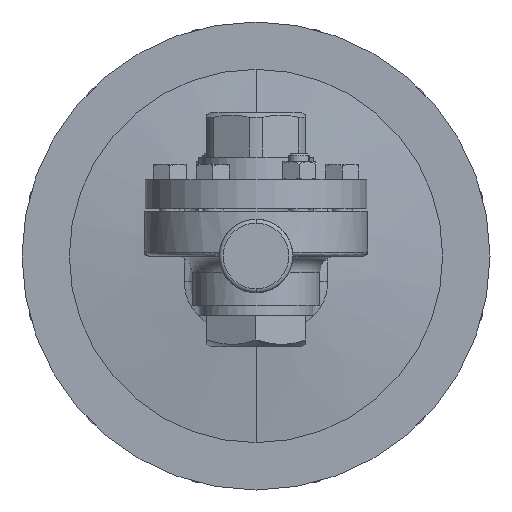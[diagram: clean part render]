
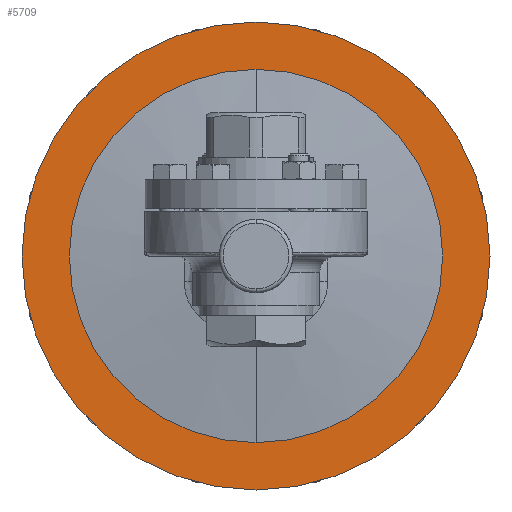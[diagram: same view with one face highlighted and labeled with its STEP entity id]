
A CAD part, front view. The second image highlights one B-rep face of the part: STEP entity #5709.
In plain terms, the highlighted planar face has unit normal (0, -1, 0).
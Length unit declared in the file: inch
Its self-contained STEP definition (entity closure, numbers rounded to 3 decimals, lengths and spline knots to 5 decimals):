
#295 = EDGE_CURVE ( 'NONE', #13674, #14577, #10347, .T. ) ;
#355 = VERTEX_POINT ( 'NONE', #4455 ) ;
#542 = DIRECTION ( 'NONE',  ( 0., -1., 0. ) ) ;
#674 = PLANE ( 'NONE',  #6448 ) ;
#889 = FACE_BOUND ( 'NONE', #11393, .T. ) ;
#1726 = CARTESIAN_POINT ( 'NONE',  ( 0., 2.25, 0. ) ) ;
#2355 = CARTESIAN_POINT ( 'NONE',  ( 0., 2.25, 3.56 ) ) ;
#3839 = EDGE_CURVE ( 'NONE', #355, #16700, #10897, .T. ) ;
#4283 = CARTESIAN_POINT ( 'NONE',  ( 0., 2.25, -2.84 ) ) ;
#4285 = DIRECTION ( 'NONE',  ( 0., -1., 0. ) ) ;
#4315 = AXIS2_PLACEMENT_3D ( 'NONE', #8662, #5902, #13868 ) ;
#4455 = CARTESIAN_POINT ( 'NONE',  ( 0., 2.25, 2.84 ) ) ;
#4485 = CIRCLE ( 'NONE', #15916, 3.56 ) ;
#5709 = ADVANCED_FACE ( 'NONE', ( #889, #7762 ), #674, .T. ) ;
#5727 = DIRECTION ( 'NONE',  ( 0., -1., 0. ) ) ;
#5902 = DIRECTION ( 'NONE',  ( 0., -1., 0. ) ) ;
#6448 = AXIS2_PLACEMENT_3D ( 'NONE', #12765, #12587, #10031 ) ;
#7611 = ORIENTED_EDGE ( 'NONE', *, *, #3839, .F. ) ;
#7762 = FACE_OUTER_BOUND ( 'NONE', #9808, .T. ) ;
#7883 = AXIS2_PLACEMENT_3D ( 'NONE', #15055, #4285, #13675 ) ;
#8462 = CARTESIAN_POINT ( 'NONE',  ( 0., 2.25, -3.56 ) ) ;
#8489 = CARTESIAN_POINT ( 'NONE',  ( 0., 2.25, 0. ) ) ;
#8662 = CARTESIAN_POINT ( 'NONE',  ( 0., 2.25, 0. ) ) ;
#8721 = DIRECTION ( 'NONE',  ( 0., 0., -1. ) ) ;
#9808 = EDGE_LOOP ( 'NONE', ( #11024, #13923 ) ) ;
#10031 = DIRECTION ( 'NONE',  ( 0., 0., -1. ) ) ;
#10347 = CIRCLE ( 'NONE', #7883, 3.56 ) ;
#10897 = CIRCLE ( 'NONE', #15888, 2.84 ) ;
#11024 = ORIENTED_EDGE ( 'NONE', *, *, #12918, .T. ) ;
#11393 = EDGE_LOOP ( 'NONE', ( #7611, #12265 ) ) ;
#12265 = ORIENTED_EDGE ( 'NONE', *, *, #14114, .F. ) ;
#12587 = DIRECTION ( 'NONE',  ( 0., -1., 0. ) ) ;
#12765 = CARTESIAN_POINT ( 'NONE',  ( 0., 2.25, -3.655 ) ) ;
#12901 = DIRECTION ( 'NONE',  ( 0., 0., -1. ) ) ;
#12918 = EDGE_CURVE ( 'NONE', #14577, #13674, #4485, .T. ) ;
#13674 = VERTEX_POINT ( 'NONE', #2355 ) ;
#13675 = DIRECTION ( 'NONE',  ( 0., 0., -1. ) ) ;
#13868 = DIRECTION ( 'NONE',  ( 0., 0., -1. ) ) ;
#13923 = ORIENTED_EDGE ( 'NONE', *, *, #295, .T. ) ;
#14114 = EDGE_CURVE ( 'NONE', #16700, #355, #17068, .T. ) ;
#14577 = VERTEX_POINT ( 'NONE', #8462 ) ;
#15055 = CARTESIAN_POINT ( 'NONE',  ( 0., 2.25, 0. ) ) ;
#15888 = AXIS2_PLACEMENT_3D ( 'NONE', #8489, #542, #8721 ) ;
#15916 = AXIS2_PLACEMENT_3D ( 'NONE', #1726, #5727, #12901 ) ;
#16700 = VERTEX_POINT ( 'NONE', #4283 ) ;
#17068 = CIRCLE ( 'NONE', #4315, 2.84 ) ;
